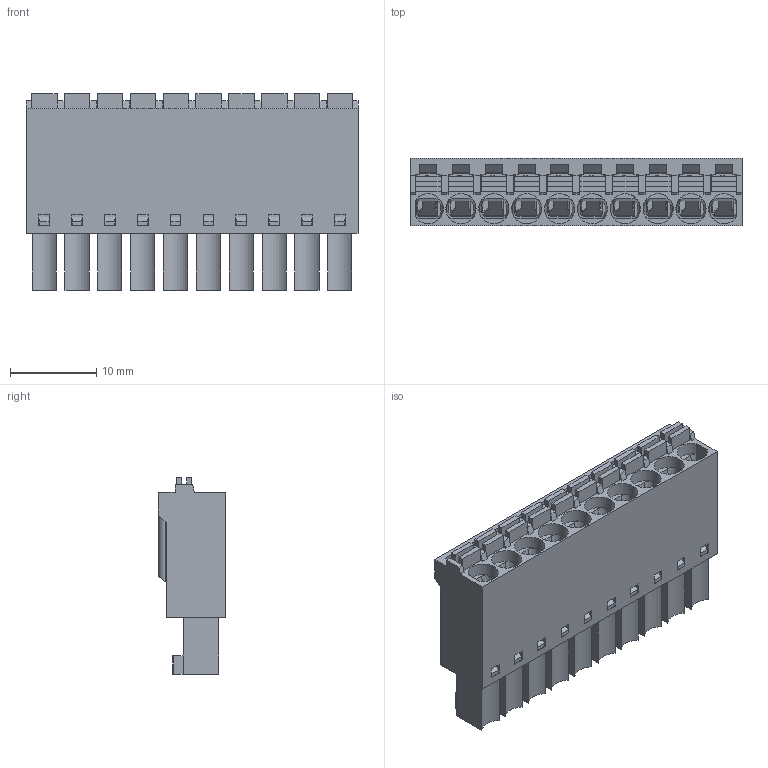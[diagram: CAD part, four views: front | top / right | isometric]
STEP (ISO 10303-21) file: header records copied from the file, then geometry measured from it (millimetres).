
FILE_DESCRIPTION(/* description */ ('Unknown'),/* implementation_level */ '2;1');
FILE_NAME(/* name */ '691304300010',/* time_stamp */ '2019-07-17T14:41:06+02:00',/* author */ ('Unknown'),/* organization */ ('Unknown'),/* preprocessor_version */ 'ST-DEVELOPER v16.7',/* originating_system */ 'DEX',/* authorisation */ $);
FILE_SCHEMA (('TECHNICAL_DATA_PACKAGING','AUTOMOTIVE_DESIGN {1 0 10303 214 3 1 1}'));
Length unit declared in the file: millimetre
Products named in the file (6): 6913043000xx; 691304300010; 691304300010_Bas; 6913043000xx_Levier; 6913043000xx_Lamelle; 6913043000xx_Pin
Assembly tree (32 placements, depth 2):
  6913043000xx
    691304300010
    691304300010_Bas
    6913043000xx_Levier  x10
    6913043000xx_Lamelle  x10
    6913043000xx_Pin  x10
Bounding box: 38.5 x 7.8 x 22.8 mm (x, y, z)
Volume: 3020.3 mm3; surface area: 10598.5 mm2
Topology: 32 solids, 32 shells, 2936 faces, 8242 edges, 5360 vertices
Faces by surface type: plane 2286, cylinder 600, cone 50
Full cylindrical faces by diameter (mm): 1.2 x10, 3.5 x8
Entity records: 51904 total; most frequent: CARTESIAN_POINT 9365, ORIENTED_EDGE 9154, DIRECTION 8343, EDGE_CURVE 4577, LINE 3899, VECTOR 3899, VERTEX_POINT 3028, AXIS2_PLACEMENT_3D 2222
